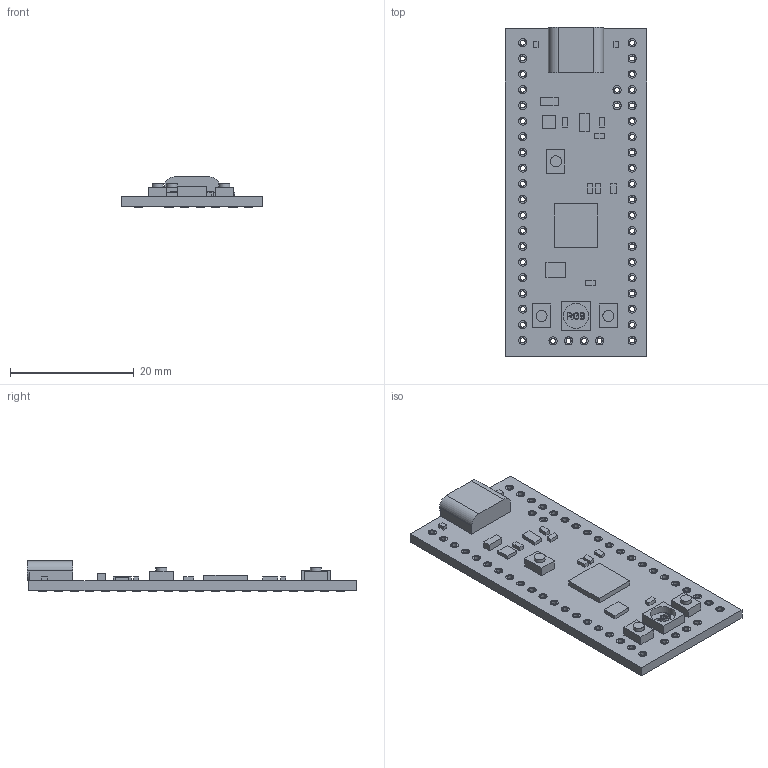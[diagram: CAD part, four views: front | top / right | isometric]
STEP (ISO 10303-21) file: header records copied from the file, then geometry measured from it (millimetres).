
FILE_DESCRIPTION(('HOOPS Exchange Step'),'2;1');
FILE_NAME('temp_export','2024-07-21T18:32:06+17:00',('Aaron'),('Shapr3D Limited'),'HOOPS Exchange 2024.2','Shapr3D','Authorized');
FILE_SCHEMA( ('AUTOMOTIVE_DESIGN { 1 0 10303 214 1 1 1 1 }') );
Length unit declared in the file: millimetre
Products named in the file (1): root
Bounding box: 22.94 x 53.34 x 4.88 mm (x, y, z)
Volume: 2144.7 mm3; surface area: 3292.8 mm2
Topology: 1 solids, 1 shells, 469 faces, 1193 edges, 858 vertices
Faces by surface type: plane 283, cylinder 148, bspline 38
Full cylindrical faces by diameter (mm): 0.813 x46, 1.321 x92, 1.778 x3, 4.064 x1
Entity records: 16703 total; most frequent: CARTESIAN_POINT 4335, DIRECTION 2467, ORIENTED_EDGE 2386, EDGE_CURVE 1193, AXIS2_PLACEMENT_3D 918, VERTEX_POINT 858, EDGE_LOOP 693, FACE_BOUND 693
